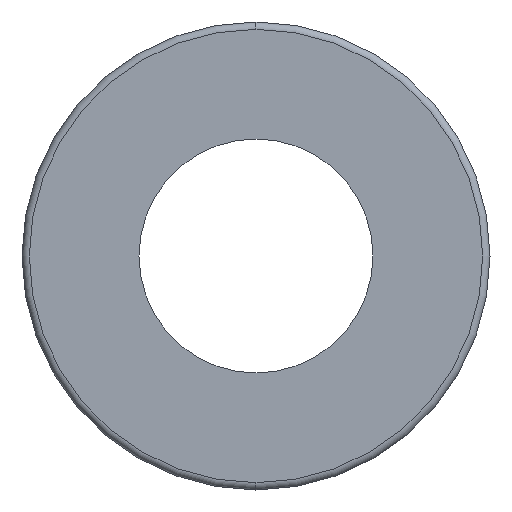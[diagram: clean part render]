
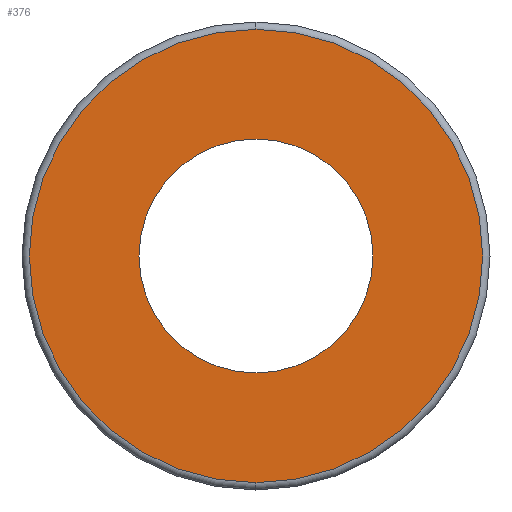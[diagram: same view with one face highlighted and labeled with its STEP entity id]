
A CAD part, left-side view. The second image highlights one B-rep face of the part: STEP entity #376.
In plain terms, the highlighted planar face has unit normal (-1, 0, 0).
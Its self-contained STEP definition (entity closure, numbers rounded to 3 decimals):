
#8 = CIRCLE ( 'NONE', #558, 7.75 ) ;
#17 = CIRCLE ( 'NONE', #612, 4. ) ;
#30 = CIRCLE ( 'NONE', #658, 7.75 ) ;
#97 = CIRCLE ( 'NONE', #590, 4. ) ;
#122 = DIRECTION ( 'NONE',  ( 0., 0., -1. ) ) ;
#124 = DIRECTION ( 'NONE',  ( -1., 0., 0. ) ) ;
#134 = CARTESIAN_POINT ( 'NONE',  ( -23., 0., 0. ) ) ;
#147 = CARTESIAN_POINT ( 'NONE',  ( -23., 0., 7.75 ) ) ;
#169 = VERTEX_POINT ( 'NONE', #147 ) ;
#181 = DIRECTION ( 'NONE',  ( 0., 0., 1. ) ) ;
#183 = DIRECTION ( 'NONE',  ( -1., 0., 0. ) ) ;
#190 = CARTESIAN_POINT ( 'NONE',  ( -23., 0., 0. ) ) ;
#222 = DIRECTION ( 'NONE',  ( 0., 0., -1. ) ) ;
#226 = DIRECTION ( 'NONE',  ( 1., 0., 0. ) ) ;
#234 = PLANE ( 'NONE',  #664 ) ;
#241 = CARTESIAN_POINT ( 'NONE',  ( -23., 4., 0. ) ) ;
#277 = DIRECTION ( 'NONE',  ( 0., 0., 1. ) ) ;
#278 = DIRECTION ( 'NONE',  ( -1., 0., 0. ) ) ;
#279 = CARTESIAN_POINT ( 'NONE',  ( -23., 0., 0. ) ) ;
#285 = DIRECTION ( 'NONE',  ( 0., 0., -1. ) ) ;
#290 = DIRECTION ( 'NONE',  ( -1., 0., 0. ) ) ;
#293 = CARTESIAN_POINT ( 'NONE',  ( -23., 0., 0. ) ) ;
#333 = VERTEX_POINT ( 'NONE', #364 ) ;
#343 = VERTEX_POINT ( 'NONE', #356 ) ;
#344 = VERTEX_POINT ( 'NONE', #355 ) ;
#355 = CARTESIAN_POINT ( 'NONE',  ( -23., 0., 4. ) ) ;
#356 = CARTESIAN_POINT ( 'NONE',  ( -23., 0., -4. ) ) ;
#364 = CARTESIAN_POINT ( 'NONE',  ( -23., 0., -7.75 ) ) ;
#376 = ADVANCED_FACE ( 'NONE', ( #399, #390 ), #234, .F. ) ;
#390 = FACE_BOUND ( 'NONE', #480, .T. ) ;
#399 = FACE_OUTER_BOUND ( 'NONE', #468, .T. ) ;
#468 = EDGE_LOOP ( 'NONE', ( #501, #502 ) ) ;
#480 = EDGE_LOOP ( 'NONE', ( #503, #504 ) ) ;
#501 = ORIENTED_EDGE ( 'NONE', *, *, #661, .T. ) ;
#502 = ORIENTED_EDGE ( 'NONE', *, *, #567, .T. ) ;
#503 = ORIENTED_EDGE ( 'NONE', *, *, #623, .F. ) ;
#504 = ORIENTED_EDGE ( 'NONE', *, *, #571, .F. ) ;
#558 = AXIS2_PLACEMENT_3D ( 'NONE', #134, #124, #122 ) ;
#567 = EDGE_CURVE ( 'NONE', #169, #333, #30, .T. ) ;
#571 = EDGE_CURVE ( 'NONE', #343, #344, #17, .T. ) ;
#590 = AXIS2_PLACEMENT_3D ( 'NONE', #190, #183, #181 ) ;
#612 = AXIS2_PLACEMENT_3D ( 'NONE', #279, #278, #277 ) ;
#623 = EDGE_CURVE ( 'NONE', #344, #343, #97, .T. ) ;
#658 = AXIS2_PLACEMENT_3D ( 'NONE', #293, #290, #285 ) ;
#661 = EDGE_CURVE ( 'NONE', #333, #169, #8, .T. ) ;
#664 = AXIS2_PLACEMENT_3D ( 'NONE', #241, #226, #222 ) ;
